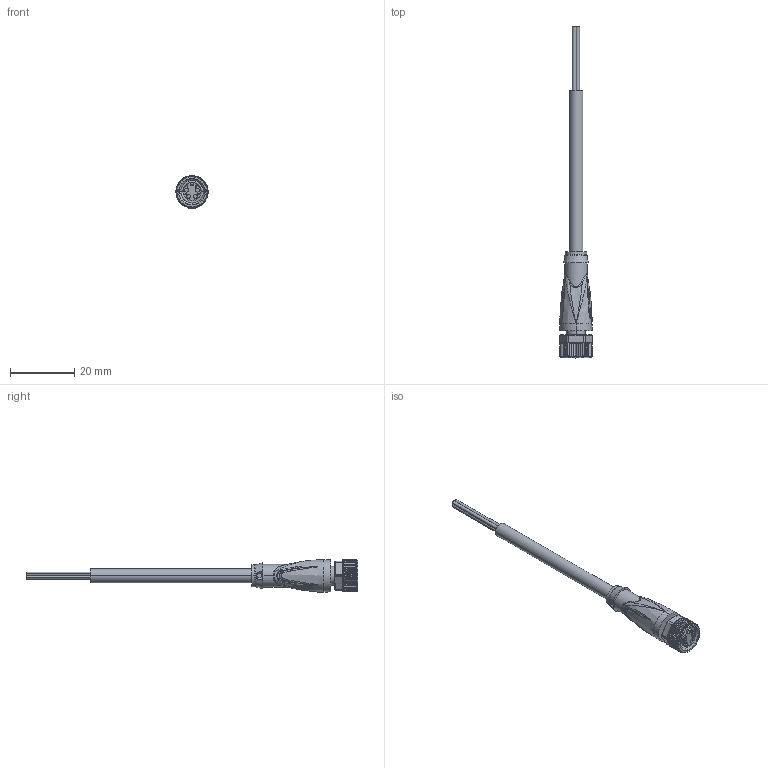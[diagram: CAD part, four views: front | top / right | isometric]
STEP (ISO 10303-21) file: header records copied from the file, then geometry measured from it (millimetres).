
FILE_DESCRIPTION(('STEP AP214'),'1');
FILE_NAME('cctmp_3884FDBF-1BAE-4F94-BE07-1F859F80492C_2022_04_27_10_52_32_0628..stp','2022-04-27T08:52:38',('KiM GmbH'),('CADClick - www.CADClick.com'),'Spatial InterOp 3D postprocessed',' ','unknown authorization');
FILE_SCHEMA(('AUTOMOTIVE_DESIGN'));
Length unit declared in the file: millimetre
Products named in the file (8): T195495_1; Connection2; Cable; Connection1; Connection1_3; Connection1_2; Connection1_1; T195495
Assembly tree (7 placements, depth 4):
  T195495
    T195495_1
      Connection2
      Cable
      Connection1
        Connection1_3
        Connection1_2
        Connection1_1
Bounding box: 10 x 103 x 10.15 mm (x, y, z)
Volume: 2829.3 mm3; surface area: 3151.2 mm2
Topology: 10 solids, 12 shells, 948 faces, 2460 edges, 1559 vertices
Faces by surface type: plane 461, cylinder 141, torus 132, bspline 124, cone 74, extrusion 12, sphere 4
Entity records: 81631 total; most frequent: CARTESIAN_POINT 52132, ORIENTED_EDGE 4904, DIRECTION 4198, EDGE_CURVE 2456, STYLED_ITEM 2035, PRESENTATION_STYLE_ASSIGNMENT 2035, VERTEX_POINT 1559, AXIS2_PLACEMENT_3D 1480
